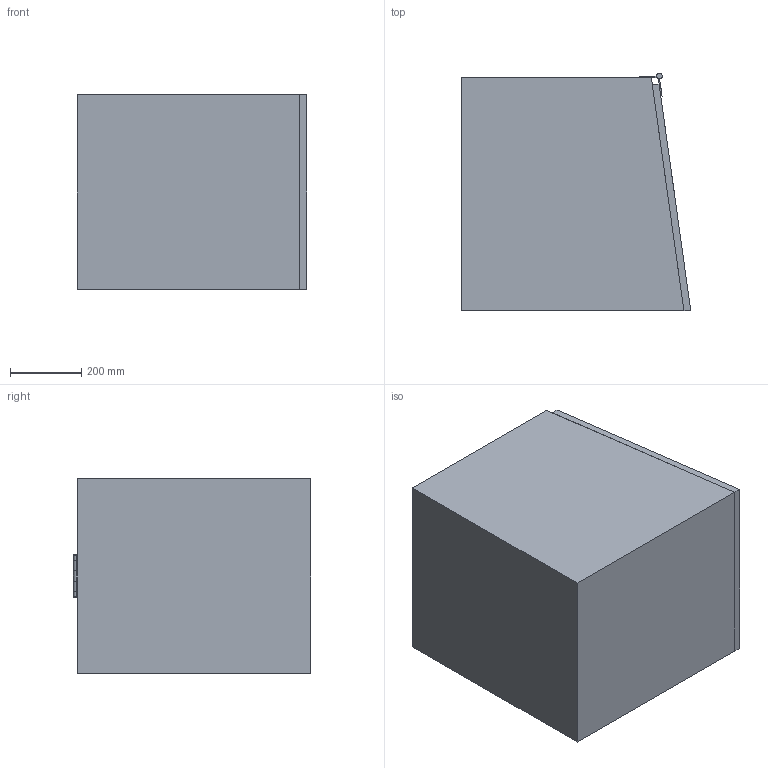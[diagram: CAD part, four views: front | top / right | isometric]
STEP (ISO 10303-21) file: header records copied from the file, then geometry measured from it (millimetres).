
FILE_DESCRIPTION (( 'STEP AP214' ), '1' );
FILE_NAME ('Transmission Loss Box.STEP', '2025-04-08T20:14:19', ( '' ), ( '' ), 'SwSTEP 2.0', 'SolidWorks 2025', '' );
FILE_SCHEMA (( 'AUTOMOTIVE_DESIGN' ));
Length unit declared in the file: inch
Products named in the file (7): Transmission Loss Box; Pin 1; Bracket 2; Bracket 1; Bracket_Flexible; Transmission Loss Box Lid^Transmission Loss Box
Assembly tree (6 placements, depth 3):
  Transmission Loss Box
    Transmission Loss Box
    Transmission Loss Box Lid^Transmission Loss Box
    Bracket_Flexible
      Pin 1
      Bracket 1
      Bracket 2
Bounding box: 644 x 665.78 x 546.1 mm (x, y, z)
Volume: 37000793.9 mm3; surface area: 4029285.4 mm2
Topology: 5 solids, 5 shells, 131 faces, 322 edges, 204 vertices
Faces by surface type: plane 63, cylinder 52, cone 16
Entity records: 4133 total; most frequent: DIRECTION 724, CARTESIAN_POINT 667, ORIENTED_EDGE 644, EDGE_CURVE 322, AXIS2_PLACEMENT_3D 261, VERTEX_POINT 204, LINE 202, VECTOR 202
